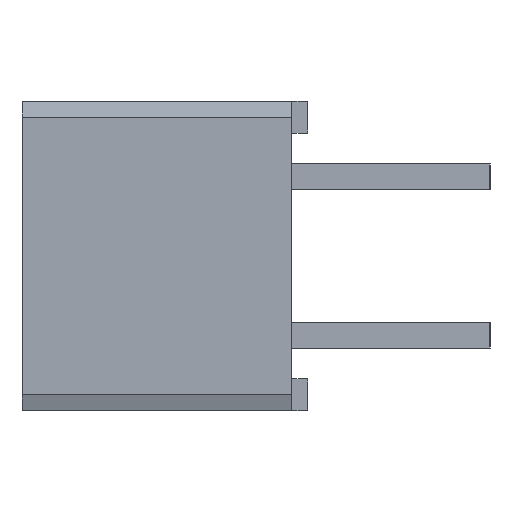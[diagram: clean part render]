
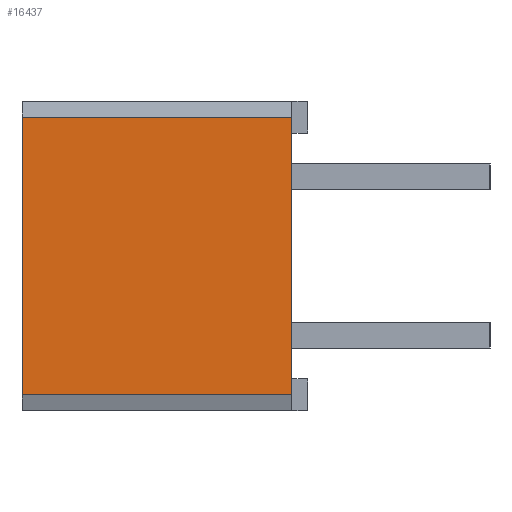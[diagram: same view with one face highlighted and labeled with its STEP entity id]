
A CAD part, left-side view. The second image highlights one B-rep face of the part: STEP entity #16437.
In plain terms, the highlighted planar face has unit normal (-1, 0, 0).
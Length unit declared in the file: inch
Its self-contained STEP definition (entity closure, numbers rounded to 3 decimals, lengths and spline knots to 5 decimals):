
#563=ORIENTED_EDGE('',*,*,#5176,.T.);
#564=ORIENTED_EDGE('',*,*,#5177,.T.);
#565=ORIENTED_EDGE('',*,*,#5178,.T.);
#566=ORIENTED_EDGE('',*,*,#5179,.F.);
#5176=EDGE_CURVE('',#7445,#7446,#9056,.T.);
#5177=EDGE_CURVE('',#7446,#7447,#9057,.T.);
#5178=EDGE_CURVE('',#7447,#7448,#9058,.T.);
#5179=EDGE_CURVE('',#7445,#7448,#9059,.T.);
#7445=VERTEX_POINT('',#23385);
#7446=VERTEX_POINT('',#23386);
#7447=VERTEX_POINT('',#23388);
#7448=VERTEX_POINT('',#23390);
#9056=LINE('',#23384,#11400);
#9057=LINE('',#23387,#11401);
#9058=LINE('',#23389,#11402);
#9059=LINE('',#23391,#11403);
#11400=VECTOR('',#18904,39.37008);
#11401=VECTOR('',#18905,39.37008);
#11402=VECTOR('',#18906,39.37008);
#11403=VECTOR('',#18907,39.37008);
#13401=EDGE_LOOP('',(#563,#564,#565,#566));
#14453=FACE_BOUND('',#13401,.T.);
#15505=PLANE('',#17395);
#16437=ADVANCED_FACE('',(#14453),#15505,.F.);
#17395=AXIS2_PLACEMENT_3D('',#23383,#18902,#18903);
#18902=DIRECTION('',(1.,0.,0.));
#18903=DIRECTION('',(0.,0.,-1.));
#18904=DIRECTION('',(0.,-1.,0.));
#18905=DIRECTION('',(0.,0.,1.));
#18906=DIRECTION('',(0.,1.,0.));
#18907=DIRECTION('',(0.,0.,1.));
#23383=CARTESIAN_POINT('',(-1.,0.18,-0.0975));
#23384=CARTESIAN_POINT('',(-1.,0.18,-0.0875));
#23385=CARTESIAN_POINT('',(-1.,0.18,-0.0875));
#23386=CARTESIAN_POINT('',(-1.,0.01,-0.0875));
#23387=CARTESIAN_POINT('',(-1.,0.01,-0.0775));
#23388=CARTESIAN_POINT('',(-1.,0.01,0.0875));
#23389=CARTESIAN_POINT('',(-1.,0.18,0.0875));
#23390=CARTESIAN_POINT('',(-1.,0.18,0.0875));
#23391=CARTESIAN_POINT('',(-1.,0.18,-0.0975));
